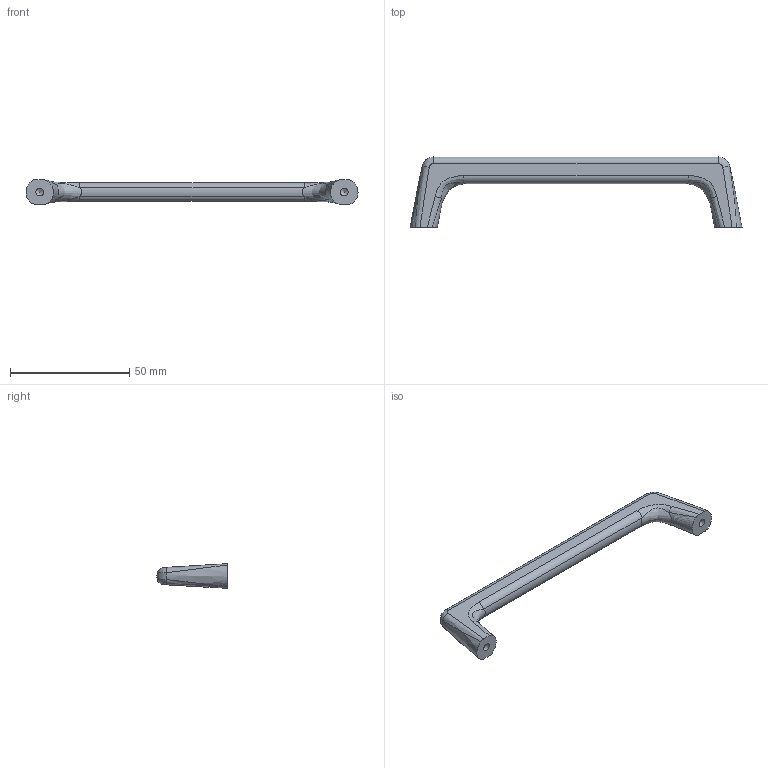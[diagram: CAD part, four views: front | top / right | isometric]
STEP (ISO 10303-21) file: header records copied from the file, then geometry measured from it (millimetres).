
FILE_DESCRIPTION(/* description */ (''),/* implementation_level */ '2;1');
FILE_NAME(/* name */ 'UZ-OCTAVIO-128.stp',/* time_stamp */ '2023-08-25T14:57:58+02:00',/* author */ ('tomaszw'),/* organization */ (''),/* preprocessor_version */ 'ST-DEVELOPER v19.2',/* originating_system */ 'Autodesk Inventor 2023',/* authorisation */ '');
FILE_SCHEMA (('AUTOMOTIVE_DESIGN { 1 0 10303 214 3 1 1 }'));
Length unit declared in the file: millimetre
Products named in the file (1): UZ-OCTAVIO-128-01
Bounding box: 139.48 x 29.63 x 10.37 mm (x, y, z)
Volume: 13223 mm3; surface area: 5885.3 mm2
Topology: 1 solids, 1 shells, 38 faces, 90 edges, 54 vertices
Faces by surface type: bspline 26, cylinder 6, plane 4, cone 2
Full cylindrical faces by diameter (mm): 3.242 x2
Entity records: 2028 total; most frequent: CARTESIAN_POINT 1235, ORIENTED_EDGE 176, DIRECTION 90, EDGE_CURVE 88, VERTEX_POINT 54, B_SPLINE_CURVE_WITH_KNOTS 48, EDGE_LOOP 40, STYLED_ITEM 39
